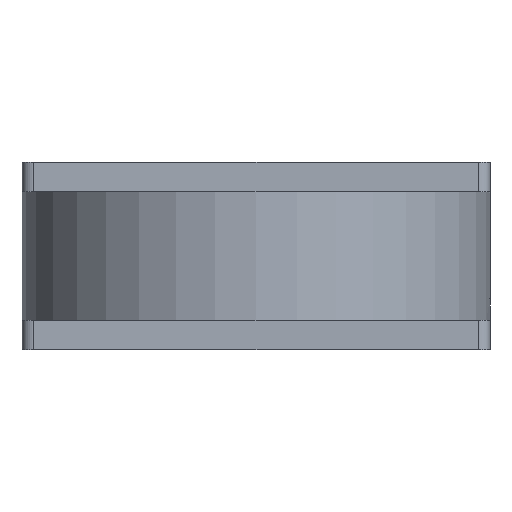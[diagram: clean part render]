
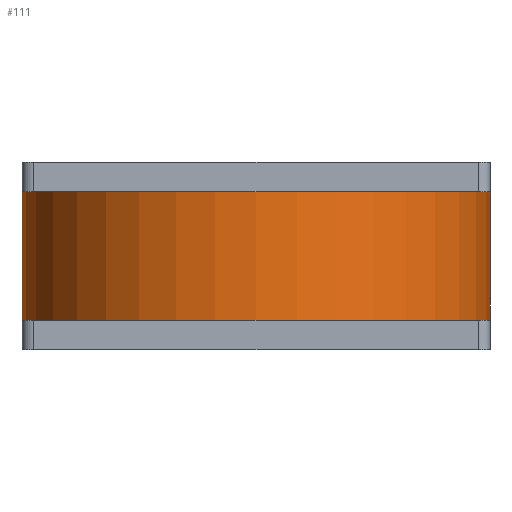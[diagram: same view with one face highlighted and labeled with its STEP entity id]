
A CAD part, front view. The second image highlights one B-rep face of the part: STEP entity #111.
In plain terms, the highlighted cylindrical face has radius 40 mm (diameter 80 mm), a partial arc.
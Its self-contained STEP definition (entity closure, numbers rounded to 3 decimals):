
#111=ADVANCED_FACE('',(#298),#299,.T.);
#298=FACE_OUTER_BOUND('',#522,.T.);
#299=CYLINDRICAL_SURFACE('',#523,40.0);
#522=EDGE_LOOP('',(#1264,#1265,#1266,#1267,#1268,#1269,#1270,#1271,#1272,#1273,#1274));
#523=AXIS2_PLACEMENT_3D('',#1275,#1276,#1277);
#1264=ORIENTED_EDGE('',*,*,#1781,.F.);
#1265=ORIENTED_EDGE('',*,*,#1782,.T.);
#1266=ORIENTED_EDGE('',*,*,#1783,.F.);
#1267=ORIENTED_EDGE('',*,*,#1765,.T.);
#1268=ORIENTED_EDGE('',*,*,#1757,.F.);
#1269=ORIENTED_EDGE('',*,*,#1754,.F.);
#1270=ORIENTED_EDGE('',*,*,#1764,.F.);
#1271=ORIENTED_EDGE('',*,*,#1784,.T.);
#1272=ORIENTED_EDGE('',*,*,#1785,.T.);
#1273=ORIENTED_EDGE('',*,*,#1761,.T.);
#1274=ORIENTED_EDGE('',*,*,#1780,.T.);
#1275=CARTESIAN_POINT('',(0.0,0.0,0.0));
#1276=DIRECTION('',(0.0,0.0,-1.0));
#1277=DIRECTION('',(1.0,0.0,0.0));
#1754=EDGE_CURVE('',#2209,#2217,#2233,.T.);
#1757=EDGE_CURVE('',#2217,#2193,#2238,.T.);
#1761=EDGE_CURVE('',#2246,#2244,#2247,.T.);
#1764=EDGE_CURVE('',#2250,#2209,#2252,.T.);
#1765=EDGE_CURVE('',#2253,#2193,#2254,.T.);
#1780=EDGE_CURVE('',#2244,#2276,#2278,.T.);
#1781=EDGE_CURVE('',#2279,#2276,#2280,.T.);
#1782=EDGE_CURVE('',#2279,#2281,#2282,.T.);
#1783=EDGE_CURVE('',#2253,#2281,#2283,.T.);
#1784=EDGE_CURVE('',#2250,#2284,#2285,.T.);
#1785=EDGE_CURVE('',#2284,#2246,#2286,.T.);
#2193=VERTEX_POINT('',#3109);
#2209=VERTEX_POINT('',#3133);
#2217=VERTEX_POINT('',#3145);
#2233=CIRCLE('',#3164,40.0);
#2238=CIRCLE('',#3169,40.0);
#2244=VERTEX_POINT('',#3175);
#2246=VERTEX_POINT('',#3180);
#2247=LINE('',#3181,#3182);
#2250=VERTEX_POINT('',#3185);
#2252=LINE('',#3187,#3188);
#2253=VERTEX_POINT('',#3189);
#2254=LINE('',#3190,#3191);
#2276=VERTEX_POINT('',#3224);
#2278=B_SPLINE_CURVE_WITH_KNOTS('',3,(#3227,#3228,#3229,#3230),.UNSPECIFIED.,.F.,.F.,(4,4),(0.,1.0),.UNSPECIFIED.);
#2279=VERTEX_POINT('',#3231);
#2280=CIRCLE('',#3232,40.0);
#2281=VERTEX_POINT('',#3233);
#2282=LINE('',#3234,#3235);
#2283=CIRCLE('',#3236,40.0);
#2284=VERTEX_POINT('',#3237);
#2285=CIRCLE('',#3238,40.0);
#2286=CIRCLE('',#3239,40.0);
#3109=CARTESIAN_POINT('',(40.0,0.0,27.0));
#3133=CARTESIAN_POINT('',(-40.0,0.0,27.0));
#3145=CARTESIAN_POINT('',(0.0,-40.0,27.0));
#3164=AXIS2_PLACEMENT_3D('',#3627,#3628,#3629);
#3169=AXIS2_PLACEMENT_3D('',#3636,#3637,#3638);
#3175=CARTESIAN_POINT('',(40.0,0.0,5.2));
#3180=CARTESIAN_POINT('',(40.0,0.0,5.0));
#3181=CARTESIAN_POINT('',(40.0,0.0,5.0));
#3182=VECTOR('',#3645,0.2);
#3185=CARTESIAN_POINT('',(-40.0,0.0,5.0));
#3187=CARTESIAN_POINT('',(-40.0,0.0,5.0));
#3188=VECTOR('',#3652,22.0);
#3189=CARTESIAN_POINT('',(40.0,0.0,26.8));
#3190=CARTESIAN_POINT('',(40.0,0.0,26.8));
#3191=VECTOR('',#3653,0.2);
#3224=CARTESIAN_POINT('',(39.95,-2.0,8.664));
#3227=CARTESIAN_POINT('',(40.0,0.,5.2));
#3228=CARTESIAN_POINT('',(40.0,-0.667,6.355));
#3229=CARTESIAN_POINT('',(39.983,-1.333,7.51));
#3230=CARTESIAN_POINT('',(39.95,-2.0,8.664));
#3231=CARTESIAN_POINT('',(39.987,-1.0,8.664));
#3232=AXIS2_PLACEMENT_3D('',#3672,#3673,#3674);
#3233=CARTESIAN_POINT('',(39.987,-1.0,26.8));
#3234=CARTESIAN_POINT('',(39.987,-1.0,8.664));
#3235=VECTOR('',#3675,18.136);
#3236=AXIS2_PLACEMENT_3D('',#3676,#3677,#3678);
#3237=CARTESIAN_POINT('',(0.0,-40.0,5.0));
#3238=AXIS2_PLACEMENT_3D('',#3679,#3680,#3681);
#3239=AXIS2_PLACEMENT_3D('',#3682,#3683,#3684);
#3627=CARTESIAN_POINT('',(0.0,0.0,27.0));
#3628=DIRECTION('',(0.0,0.0,1.0));
#3629=DIRECTION('',(-1.0,0.0,0.0));
#3636=CARTESIAN_POINT('',(0.0,0.0,27.0));
#3637=DIRECTION('',(0.0,0.0,1.0));
#3638=DIRECTION('',(0.0,-1.0,0.0));
#3645=DIRECTION('',(0.0,0.,1.0));
#3652=DIRECTION('',(0.0,0.0,1.0));
#3653=DIRECTION('',(0.0,0.0,1.0));
#3672=CARTESIAN_POINT('',(0.0,0.0,8.664));
#3673=DIRECTION('',(0.0,0.0,-1.0));
#3674=DIRECTION('',(1.,-0.025,0.0));
#3675=DIRECTION('',(0.0,0.0,1.0));
#3676=CARTESIAN_POINT('',(0.0,0.0,26.8));
#3677=DIRECTION('',(0.0,0.0,-1.0));
#3678=DIRECTION('',(1.0,0.0,0.0));
#3679=CARTESIAN_POINT('',(0.0,0.0,5.0));
#3680=DIRECTION('',(0.0,0.0,1.0));
#3681=DIRECTION('',(-1.0,0.0,0.0));
#3682=CARTESIAN_POINT('',(0.0,0.0,5.0));
#3683=DIRECTION('',(0.0,0.0,1.0));
#3684=DIRECTION('',(0.0,-1.0,0.0));
